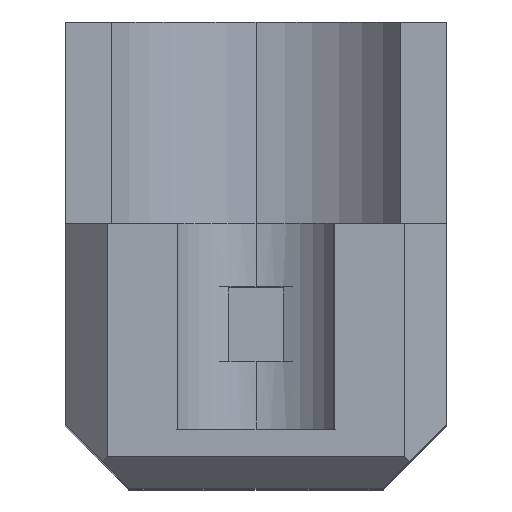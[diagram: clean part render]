
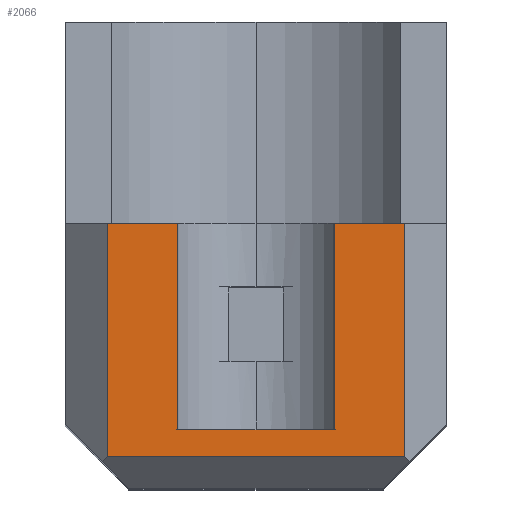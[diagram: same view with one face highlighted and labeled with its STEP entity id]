
A CAD part, top view. The second image highlights one B-rep face of the part: STEP entity #2066.
In plain terms, the highlighted planar face has unit normal (0, 0, 1).
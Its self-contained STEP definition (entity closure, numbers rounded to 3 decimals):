
#177 = PLANE('',#178);
#178 = AXIS2_PLACEMENT_3D('',#179,#180,#181);
#179 = CARTESIAN_POINT('',(10.,-9.5,61.8));
#180 = DIRECTION('',(0.,1.,0.));
#181 = DIRECTION('',(0.,0.,-1.));
#201 = PLANE('',#202);
#202 = AXIS2_PLACEMENT_3D('',#203,#204,#205);
#203 = CARTESIAN_POINT('',(-17.607,-26.,38.393));
#204 = DIRECTION('',(-0.707,0.,0.707));
#205 = DIRECTION('',(0.707,0.,0.707));
#548 = PLANE('',#549);
#549 = AXIS2_PLACEMENT_3D('',#550,#551,#552);
#550 = CARTESIAN_POINT('',(15.,-31.107,38.393));
#551 = DIRECTION('',(0.,-0.707,0.707));
#552 = DIRECTION('',(0.,0.707,0.707));
#602 = VERTEX_POINT('',#603);
#603 = CARTESIAN_POINT('',(-7.,-9.5,49.));
#625 = VERTEX_POINT('',#626);
#626 = CARTESIAN_POINT('',(-7.,-20.5,49.));
#645 = EDGE_CURVE('',#602,#625,#646,.T.);
#646 = SURFACE_CURVE('',#647,(#651,#657),.PCURVE_S1.);
#647 = LINE('',#648,#649);
#648 = CARTESIAN_POINT('',(-7.,-24.,49.));
#649 = VECTOR('',#650,1.);
#650 = DIRECTION('',(0.,-1.,0.));
#651 = PCURVE('',#201,#652);
#652 = DEFINITIONAL_REPRESENTATION('',(#653),#656);
#653 = B_SPLINE_CURVE_WITH_KNOTS('',1,(#654,#655),.UNSPECIFIED.,.F.,.F.,
  (2,2),(-26.2,-0.775),.PIECEWISE_BEZIER_KNOTS.);
#654 = CARTESIAN_POINT('',(15.,28.2));
#655 = CARTESIAN_POINT('',(15.,2.775));
#656 = ( GEOMETRIC_REPRESENTATION_CONTEXT(2) 
PARAMETRIC_REPRESENTATION_CONTEXT() REPRESENTATION_CONTEXT('2D SPACE',''
  ) );
#657 = PCURVE('',#658,#663);
#658 = PLANE('',#659);
#659 = AXIS2_PLACEMENT_3D('',#660,#661,#662);
#660 = CARTESIAN_POINT('',(-9.,-22.,49.));
#661 = DIRECTION('',(0.,0.,1.));
#662 = DIRECTION('',(1.,0.,0.));
#663 = DEFINITIONAL_REPRESENTATION('',(#664),#667);
#664 = B_SPLINE_CURVE_WITH_KNOTS('',1,(#665,#666),.UNSPECIFIED.,.F.,.F.,
  (2,2),(-26.2,-0.775),.PIECEWISE_BEZIER_KNOTS.);
#665 = CARTESIAN_POINT('',(2.,24.2));
#666 = CARTESIAN_POINT('',(2.,-1.225));
#667 = ( GEOMETRIC_REPRESENTATION_CONTEXT(2) 
PARAMETRIC_REPRESENTATION_CONTEXT() REPRESENTATION_CONTEXT('2D SPACE',''
  ) );
#674 = EDGE_CURVE('',#675,#602,#677,.T.);
#675 = VERTEX_POINT('',#676);
#676 = CARTESIAN_POINT('',(-3.693,-9.5,49.));
#677 = SURFACE_CURVE('',#678,(#682,#688),.PCURVE_S1.);
#678 = LINE('',#679,#680);
#679 = CARTESIAN_POINT('',(0.5,-9.5,49.));
#680 = VECTOR('',#681,1.);
#681 = DIRECTION('',(-1.,0.,0.));
#682 = PCURVE('',#177,#683);
#683 = DEFINITIONAL_REPRESENTATION('',(#684),#687);
#684 = B_SPLINE_CURVE_WITH_KNOTS('',1,(#685,#686),.UNSPECIFIED.,.F.,.F.,
  (2,2),(-10.3,11.3),.PIECEWISE_BEZIER_KNOTS.);
#685 = CARTESIAN_POINT('',(12.8,-0.8));
#686 = CARTESIAN_POINT('',(12.8,20.8));
#687 = ( GEOMETRIC_REPRESENTATION_CONTEXT(2) 
PARAMETRIC_REPRESENTATION_CONTEXT() REPRESENTATION_CONTEXT('2D SPACE',''
  ) );
#688 = PCURVE('',#658,#689);
#689 = DEFINITIONAL_REPRESENTATION('',(#690),#693);
#690 = B_SPLINE_CURVE_WITH_KNOTS('',1,(#691,#692),.UNSPECIFIED.,.F.,.F.,
  (2,2),(-10.3,11.3),.PIECEWISE_BEZIER_KNOTS.);
#691 = CARTESIAN_POINT('',(19.8,12.5));
#692 = CARTESIAN_POINT('',(-1.8,12.5));
#693 = ( GEOMETRIC_REPRESENTATION_CONTEXT(2) 
PARAMETRIC_REPRESENTATION_CONTEXT() REPRESENTATION_CONTEXT('2D SPACE',''
  ) );
#712 = CYLINDRICAL_SURFACE('',#713,4.2);
#713 = AXIS2_PLACEMENT_3D('',#714,#715,#716);
#714 = CARTESIAN_POINT('',(0.,-19.25,47.));
#715 = DIRECTION('',(0.,1.,0.));
#716 = DIRECTION('',(0.,0.,-1.));
#725 = VERTEX_POINT('',#726);
#726 = CARTESIAN_POINT('',(3.693,-9.5,49.));
#741 = CYLINDRICAL_SURFACE('',#742,4.2);
#742 = AXIS2_PLACEMENT_3D('',#743,#744,#745);
#743 = CARTESIAN_POINT('',(0.,-19.25,47.));
#744 = DIRECTION('',(0.,1.,0.));
#745 = DIRECTION('',(0.,0.,-1.));
#753 = EDGE_CURVE('',#754,#725,#756,.T.);
#754 = VERTEX_POINT('',#755);
#755 = CARTESIAN_POINT('',(7.,-9.5,49.));
#756 = SURFACE_CURVE('',#757,(#761,#767),.PCURVE_S1.);
#757 = LINE('',#758,#759);
#758 = CARTESIAN_POINT('',(0.5,-9.5,49.));
#759 = VECTOR('',#760,1.);
#760 = DIRECTION('',(-1.,0.,0.));
#761 = PCURVE('',#177,#762);
#762 = DEFINITIONAL_REPRESENTATION('',(#763),#766);
#763 = B_SPLINE_CURVE_WITH_KNOTS('',1,(#764,#765),.UNSPECIFIED.,.F.,.F.,
  (2,2),(-10.3,11.3),.PIECEWISE_BEZIER_KNOTS.);
#764 = CARTESIAN_POINT('',(12.8,-0.8));
#765 = CARTESIAN_POINT('',(12.8,20.8));
#766 = ( GEOMETRIC_REPRESENTATION_CONTEXT(2) 
PARAMETRIC_REPRESENTATION_CONTEXT() REPRESENTATION_CONTEXT('2D SPACE',''
  ) );
#767 = PCURVE('',#658,#768);
#768 = DEFINITIONAL_REPRESENTATION('',(#769),#772);
#769 = B_SPLINE_CURVE_WITH_KNOTS('',1,(#770,#771),.UNSPECIFIED.,.F.,.F.,
  (2,2),(-10.3,11.3),.PIECEWISE_BEZIER_KNOTS.);
#770 = CARTESIAN_POINT('',(19.8,12.5));
#771 = CARTESIAN_POINT('',(-1.8,12.5));
#772 = ( GEOMETRIC_REPRESENTATION_CONTEXT(2) 
PARAMETRIC_REPRESENTATION_CONTEXT() REPRESENTATION_CONTEXT('2D SPACE',''
  ) );
#789 = PLANE('',#790);
#790 = AXIS2_PLACEMENT_3D('',#791,#792,#793);
#791 = CARTESIAN_POINT('',(-3.607,-26.,59.607));
#792 = DIRECTION('',(0.707,0.,0.707));
#793 = DIRECTION('',(0.707,0.,-0.707));
#1797 = VERTEX_POINT('',#1798);
#1798 = CARTESIAN_POINT('',(7.,-20.5,49.));
#1817 = EDGE_CURVE('',#625,#1797,#1818,.T.);
#1818 = SURFACE_CURVE('',#1819,(#1823,#1829),.PCURVE_S1.);
#1819 = LINE('',#1820,#1821);
#1820 = CARTESIAN_POINT('',(3.,-20.5,49.));
#1821 = VECTOR('',#1822,1.);
#1822 = DIRECTION('',(1.,0.,0.));
#1823 = PCURVE('',#548,#1824);
#1824 = DEFINITIONAL_REPRESENTATION('',(#1825),#1828);
#1825 = B_SPLINE_CURVE_WITH_KNOTS('',1,(#1826,#1827),.UNSPECIFIED.,.F.,
  .F.,(2,2),(-11.7,5.7),.PIECEWISE_BEZIER_KNOTS.);
#1826 = CARTESIAN_POINT('',(15.,23.7));
#1827 = CARTESIAN_POINT('',(15.,6.3));
#1828 = ( GEOMETRIC_REPRESENTATION_CONTEXT(2) 
PARAMETRIC_REPRESENTATION_CONTEXT() REPRESENTATION_CONTEXT('2D SPACE',''
  ) );
#1829 = PCURVE('',#658,#1830);
#1830 = DEFINITIONAL_REPRESENTATION('',(#1831),#1834);
#1831 = B_SPLINE_CURVE_WITH_KNOTS('',1,(#1832,#1833),.UNSPECIFIED.,.F.,
  .F.,(2,2),(-11.7,5.7),.PIECEWISE_BEZIER_KNOTS.);
#1832 = CARTESIAN_POINT('',(0.3,1.5));
#1833 = CARTESIAN_POINT('',(17.7,1.5));
#1834 = ( GEOMETRIC_REPRESENTATION_CONTEXT(2) 
PARAMETRIC_REPRESENTATION_CONTEXT() REPRESENTATION_CONTEXT('2D SPACE',''
  ) );
#2066 = ADVANCED_FACE('',(#2067),#658,.T.);
#2067 = FACE_BOUND('',#2068,.T.);
#2068 = EDGE_LOOP('',(#2069,#2070,#2071,#2090,#2091,#2112,#2138,#2157));
#2069 = ORIENTED_EDGE('',*,*,#645,.T.);
#2070 = ORIENTED_EDGE('',*,*,#1817,.T.);
#2071 = ORIENTED_EDGE('',*,*,#2072,.T.);
#2072 = EDGE_CURVE('',#1797,#754,#2073,.T.);
#2073 = SURFACE_CURVE('',#2074,(#2078,#2084),.PCURVE_S1.);
#2074 = LINE('',#2075,#2076);
#2075 = CARTESIAN_POINT('',(7.,-24.,49.));
#2076 = VECTOR('',#2077,1.);
#2077 = DIRECTION('',(0.,1.,0.));
#2078 = PCURVE('',#658,#2079);
#2079 = DEFINITIONAL_REPRESENTATION('',(#2080),#2083);
#2080 = B_SPLINE_CURVE_WITH_KNOTS('',1,(#2081,#2082),.UNSPECIFIED.,.F.,
  .F.,(2,2),(0.775,26.2),.PIECEWISE_BEZIER_KNOTS.);
#2081 = CARTESIAN_POINT('',(16.,-1.225));
#2082 = CARTESIAN_POINT('',(16.,24.2));
#2083 = ( GEOMETRIC_REPRESENTATION_CONTEXT(2) 
PARAMETRIC_REPRESENTATION_CONTEXT() REPRESENTATION_CONTEXT('2D SPACE',''
  ) );
#2084 = PCURVE('',#789,#2085);
#2085 = DEFINITIONAL_REPRESENTATION('',(#2086),#2089);
#2086 = B_SPLINE_CURVE_WITH_KNOTS('',1,(#2087,#2088),.UNSPECIFIED.,.F.,
  .F.,(2,2),(0.775,26.2),.PIECEWISE_BEZIER_KNOTS.);
#2087 = CARTESIAN_POINT('',(15.,2.775));
#2088 = CARTESIAN_POINT('',(15.,28.2));
#2089 = ( GEOMETRIC_REPRESENTATION_CONTEXT(2) 
PARAMETRIC_REPRESENTATION_CONTEXT() REPRESENTATION_CONTEXT('2D SPACE',''
  ) );
#2090 = ORIENTED_EDGE('',*,*,#753,.T.);
#2091 = ORIENTED_EDGE('',*,*,#2092,.F.);
#2092 = EDGE_CURVE('',#2093,#725,#2095,.T.);
#2093 = VERTEX_POINT('',#2094);
#2094 = CARTESIAN_POINT('',(3.693,-19.25,49.));
#2095 = SURFACE_CURVE('',#2096,(#2100,#2106),.PCURVE_S1.);
#2096 = LINE('',#2097,#2098);
#2097 = CARTESIAN_POINT('',(3.693,-19.25,49.));
#2098 = VECTOR('',#2099,1.);
#2099 = DIRECTION('',(0.,1.,0.));
#2100 = PCURVE('',#658,#2101);
#2101 = DEFINITIONAL_REPRESENTATION('',(#2102),#2105);
#2102 = B_SPLINE_CURVE_WITH_KNOTS('',1,(#2103,#2104),.UNSPECIFIED.,.F.,
  .F.,(2,2),(0.,9.75),.PIECEWISE_BEZIER_KNOTS.);
#2103 = CARTESIAN_POINT('',(12.693,2.75));
#2104 = CARTESIAN_POINT('',(12.693,12.5));
#2105 = ( GEOMETRIC_REPRESENTATION_CONTEXT(2) 
PARAMETRIC_REPRESENTATION_CONTEXT() REPRESENTATION_CONTEXT('2D SPACE',''
  ) );
#2106 = PCURVE('',#741,#2107);
#2107 = DEFINITIONAL_REPRESENTATION('',(#2108),#2111);
#2108 = B_SPLINE_CURVE_WITH_KNOTS('',1,(#2109,#2110),.UNSPECIFIED.,.F.,
  .F.,(2,2),(0.,9.75),.PIECEWISE_BEZIER_KNOTS.);
#2109 = CARTESIAN_POINT('',(4.216,0.));
#2110 = CARTESIAN_POINT('',(4.216,9.75));
#2111 = ( GEOMETRIC_REPRESENTATION_CONTEXT(2) 
PARAMETRIC_REPRESENTATION_CONTEXT() REPRESENTATION_CONTEXT('2D SPACE',''
  ) );
#2112 = ORIENTED_EDGE('',*,*,#2113,.T.);
#2113 = EDGE_CURVE('',#2093,#2114,#2116,.T.);
#2114 = VERTEX_POINT('',#2115);
#2115 = CARTESIAN_POINT('',(-3.693,-19.25,49.));
#2116 = SURFACE_CURVE('',#2117,(#2121,#2127),.PCURVE_S1.);
#2117 = LINE('',#2118,#2119);
#2118 = CARTESIAN_POINT('',(-4.5,-19.25,49.));
#2119 = VECTOR('',#2120,1.);
#2120 = DIRECTION('',(-1.,0.,0.));
#2121 = PCURVE('',#658,#2122);
#2122 = DEFINITIONAL_REPRESENTATION('',(#2123),#2126);
#2123 = B_SPLINE_CURVE_WITH_KNOTS('',1,(#2124,#2125),.UNSPECIFIED.,.F.,
  .F.,(2,2),(-9.54,0.54),.PIECEWISE_BEZIER_KNOTS.);
#2124 = CARTESIAN_POINT('',(14.04,2.75));
#2125 = CARTESIAN_POINT('',(3.96,2.75));
#2126 = ( GEOMETRIC_REPRESENTATION_CONTEXT(2) 
PARAMETRIC_REPRESENTATION_CONTEXT() REPRESENTATION_CONTEXT('2D SPACE',''
  ) );
#2127 = PCURVE('',#2128,#2133);
#2128 = PLANE('',#2129);
#2129 = AXIS2_PLACEMENT_3D('',#2130,#2131,#2132);
#2130 = CARTESIAN_POINT('',(0.,-19.25,47.));
#2131 = DIRECTION('',(0.,1.,0.));
#2132 = DIRECTION('',(0.,0.,-1.));
#2133 = DEFINITIONAL_REPRESENTATION('',(#2134),#2137);
#2134 = B_SPLINE_CURVE_WITH_KNOTS('',1,(#2135,#2136),.UNSPECIFIED.,.F.,
  .F.,(2,2),(-9.54,0.54),.PIECEWISE_BEZIER_KNOTS.);
#2135 = CARTESIAN_POINT('',(-2.,-5.04));
#2136 = CARTESIAN_POINT('',(-2.,5.04));
#2137 = ( GEOMETRIC_REPRESENTATION_CONTEXT(2) 
PARAMETRIC_REPRESENTATION_CONTEXT() REPRESENTATION_CONTEXT('2D SPACE',''
  ) );
#2138 = ORIENTED_EDGE('',*,*,#2139,.T.);
#2139 = EDGE_CURVE('',#2114,#675,#2140,.T.);
#2140 = SURFACE_CURVE('',#2141,(#2145,#2151),.PCURVE_S1.);
#2141 = LINE('',#2142,#2143);
#2142 = CARTESIAN_POINT('',(-3.693,-19.25,49.));
#2143 = VECTOR('',#2144,1.);
#2144 = DIRECTION('',(0.,1.,0.));
#2145 = PCURVE('',#658,#2146);
#2146 = DEFINITIONAL_REPRESENTATION('',(#2147),#2150);
#2147 = B_SPLINE_CURVE_WITH_KNOTS('',1,(#2148,#2149),.UNSPECIFIED.,.F.,
  .F.,(2,2),(0.,9.75),.PIECEWISE_BEZIER_KNOTS.);
#2148 = CARTESIAN_POINT('',(5.307,2.75));
#2149 = CARTESIAN_POINT('',(5.307,12.5));
#2150 = ( GEOMETRIC_REPRESENTATION_CONTEXT(2) 
PARAMETRIC_REPRESENTATION_CONTEXT() REPRESENTATION_CONTEXT('2D SPACE',''
  ) );
#2151 = PCURVE('',#712,#2152);
#2152 = DEFINITIONAL_REPRESENTATION('',(#2153),#2156);
#2153 = B_SPLINE_CURVE_WITH_KNOTS('',1,(#2154,#2155),.UNSPECIFIED.,.F.,
  .F.,(2,2),(0.,9.75),.PIECEWISE_BEZIER_KNOTS.);
#2154 = CARTESIAN_POINT('',(2.067,0.));
#2155 = CARTESIAN_POINT('',(2.067,9.75));
#2156 = ( GEOMETRIC_REPRESENTATION_CONTEXT(2) 
PARAMETRIC_REPRESENTATION_CONTEXT() REPRESENTATION_CONTEXT('2D SPACE',''
  ) );
#2157 = ORIENTED_EDGE('',*,*,#674,.T.);
